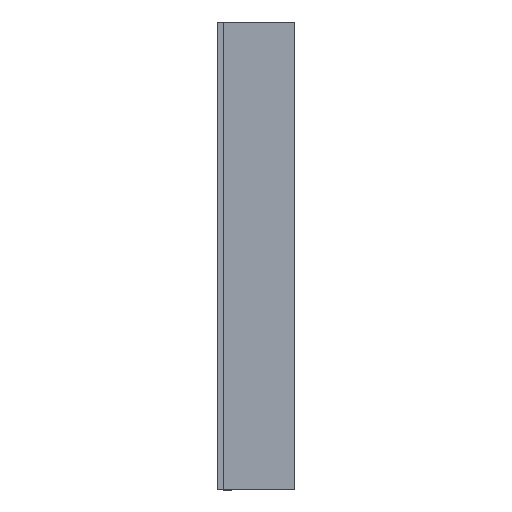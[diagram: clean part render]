
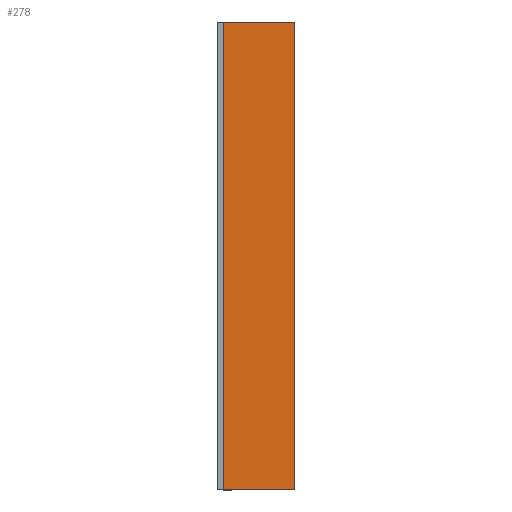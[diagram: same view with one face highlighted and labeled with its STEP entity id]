
A CAD part, left-side view. The second image highlights one B-rep face of the part: STEP entity #278.
In plain terms, the highlighted planar face has unit normal (-1, 0.021, 0).
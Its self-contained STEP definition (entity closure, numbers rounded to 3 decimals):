
#2 = LINE ( 'NONE', #307, #177 ) ;
#4 = DIRECTION ( 'NONE',  ( 1., -0.021, 0. ) ) ;
#46 = VERTEX_POINT ( 'NONE', #365 ) ;
#49 = ORIENTED_EDGE ( 'NONE', *, *, #138, .T. ) ;
#64 = VECTOR ( 'NONE', #223, 1000. ) ;
#72 = FACE_OUTER_BOUND ( 'NONE', #382, .T. ) ;
#76 = DIRECTION ( 'NONE',  ( 0., 0., 1. ) ) ;
#83 = ORIENTED_EDGE ( 'NONE', *, *, #343, .T. ) ;
#84 = LINE ( 'NONE', #195, #381 ) ;
#89 = VERTEX_POINT ( 'NONE', #250 ) ;
#137 = VERTEX_POINT ( 'NONE', #384 ) ;
#138 = EDGE_CURVE ( 'NONE', #137, #89, #84, .T. ) ;
#177 = VECTOR ( 'NONE', #76, 1000. ) ;
#190 = CARTESIAN_POINT ( 'NONE',  ( -1.984, 0., 762. ) ) ;
#195 = CARTESIAN_POINT ( 'NONE',  ( -1.984, 0., -304.8 ) ) ;
#199 = LINE ( 'NONE', #279, #64 ) ;
#205 = VERTEX_POINT ( 'NONE', #314 ) ;
#214 = ORIENTED_EDGE ( 'NONE', *, *, #383, .F. ) ;
#218 = DIRECTION ( 'NONE',  ( 0.021, 1., 0. ) ) ;
#222 = EDGE_CURVE ( 'NONE', #205, #46, #199, .T. ) ;
#223 = DIRECTION ( 'NONE',  ( 0.021, 1., 0. ) ) ;
#250 = CARTESIAN_POINT ( 'NONE',  ( -3.969, -93.663, -304.8 ) ) ;
#253 = PLANE ( 'NONE',  #388 ) ;
#278 = ADVANCED_FACE ( 'NONE', ( #72 ), #253, .F. ) ;
#279 = CARTESIAN_POINT ( 'NONE',  ( -1.984, 0., 304.8 ) ) ;
#282 = VECTOR ( 'NONE', #375, 1000. ) ;
#307 = CARTESIAN_POINT ( 'NONE',  ( -3.969, -93.662, 762. ) ) ;
#314 = CARTESIAN_POINT ( 'NONE',  ( -3.969, -93.663, 304.8 ) ) ;
#335 = LINE ( 'NONE', #367, #282 ) ;
#341 = DIRECTION ( 'NONE',  ( -0.021, -1., 0. ) ) ;
#343 = EDGE_CURVE ( 'NONE', #89, #205, #2, .T. ) ;
#365 = CARTESIAN_POINT ( 'NONE',  ( -1.984, 0., 304.8 ) ) ;
#367 = CARTESIAN_POINT ( 'NONE',  ( -1.984, 0., 762. ) ) ;
#375 = DIRECTION ( 'NONE',  ( 0., 0., 1. ) ) ;
#381 = VECTOR ( 'NONE', #341, 1000. ) ;
#382 = EDGE_LOOP ( 'NONE', ( #214, #49, #83, #389 ) ) ;
#383 = EDGE_CURVE ( 'NONE', #137, #46, #335, .T. ) ;
#384 = CARTESIAN_POINT ( 'NONE',  ( -1.984, 0., -304.8 ) ) ;
#388 = AXIS2_PLACEMENT_3D ( 'NONE', #190, #4, #218 ) ;
#389 = ORIENTED_EDGE ( 'NONE', *, *, #222, .T. ) ;
